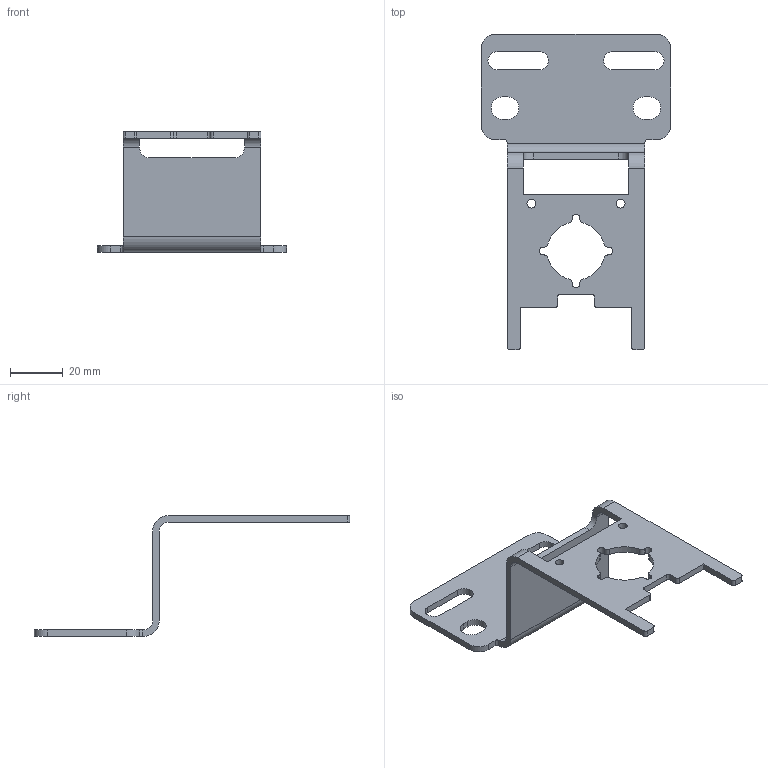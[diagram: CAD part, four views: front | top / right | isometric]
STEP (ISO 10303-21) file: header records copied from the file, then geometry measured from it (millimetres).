
FILE_DESCRIPTION( ( 'STEP AP203' ), ' ' );
FILE_NAME( '99002.1225.stp', '2017-03-09T14:23:51', ( '' ), ( '' ), ' ', 'PARTsolutions', ' ' );
FILE_SCHEMA( ( 'CONFIG_CONTROL_DESIGN' ) );
Length unit declared in the file: millimetre
Products named in the file (1): _99002.1225
Bounding box: 72 x 120 x 46 mm (x, y, z)
Volume: 16634.1 mm3; surface area: 15525 mm2
Topology: 1 solids, 1 shells, 90 faces, 266 edges, 176 vertices
Faces by surface type: cylinder 48, plane 42
Full cylindrical faces by diameter (mm): 3.3 x2
Entity records: 3100 total; most frequent: DIRECTION 542, CARTESIAN_POINT 531, ORIENTED_EDGE 528, EDGE_CURVE 264, AXIS2_PLACEMENT_3D 187, VERTEX_POINT 176, LINE 168, VECTOR 168
